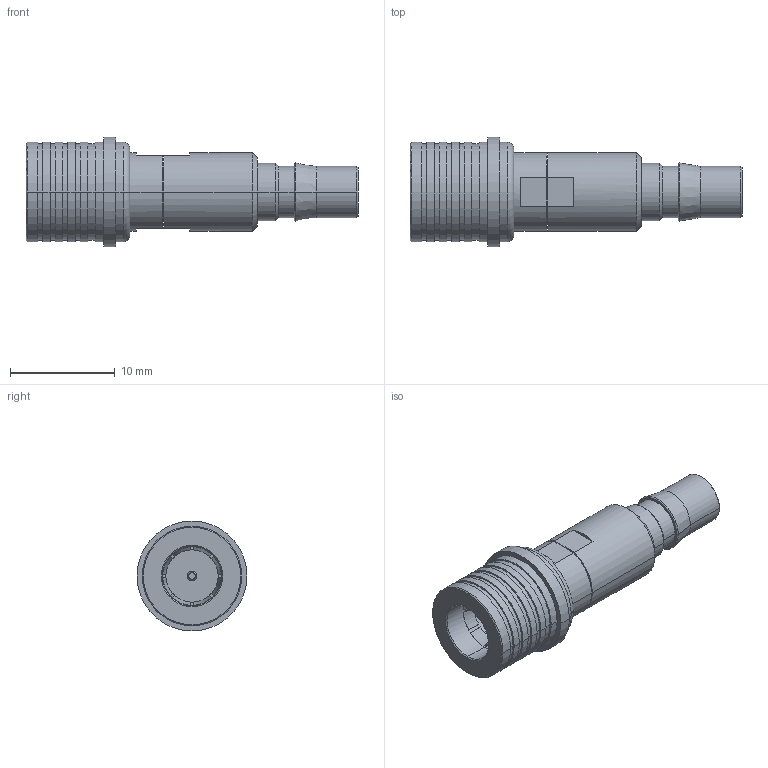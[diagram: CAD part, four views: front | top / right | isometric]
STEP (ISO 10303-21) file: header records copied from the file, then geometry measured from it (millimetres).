
FILE_DESCRIPTION (( 'STEP AP214' ), '1' );
FILE_NAME ('FMAT7520-10_3D.step', '2024-02-26T15:47:34', ( '' ), ( '' ), 'SwSTEP 2.0', 'SolidWorks 2022', '' );
FILE_SCHEMA (( 'AUTOMOTIVE_DESIGN' ));
Length unit declared in the file: inch
Products named in the file (4): FAT-QMQF-2.stp; 7520 - fat-qm5qf5t6g2wyy.stp; FAT-QMQF-3.stp; FMAT7520-10_3D
Assembly tree (3 placements, depth 3):
  FMAT7520-10_3D
    7520 - fat-qm5qf5t6g2wyy.stp
      FAT-QMQF-2.stp
      FAT-QMQF-3.stp
Bounding box: 31.7 x 10.5 x 10.5 mm (x, y, z)
Volume: 1289.8 mm3; surface area: 1260.4 mm2
Topology: 2 solids, 2 shells, 181 faces, 419 edges, 270 vertices
Faces by surface type: plane 88, cylinder 52, cone 37, torus 4
Entity records: 5375 total; most frequent: CARTESIAN_POINT 973, DIRECTION 965, ORIENTED_EDGE 838, EDGE_CURVE 419, AXIS2_PLACEMENT_3D 390, VERTEX_POINT 270, EDGE_LOOP 209, CIRCLE 202
